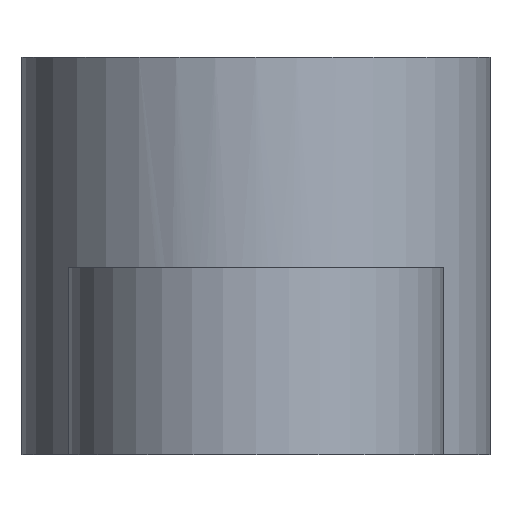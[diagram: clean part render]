
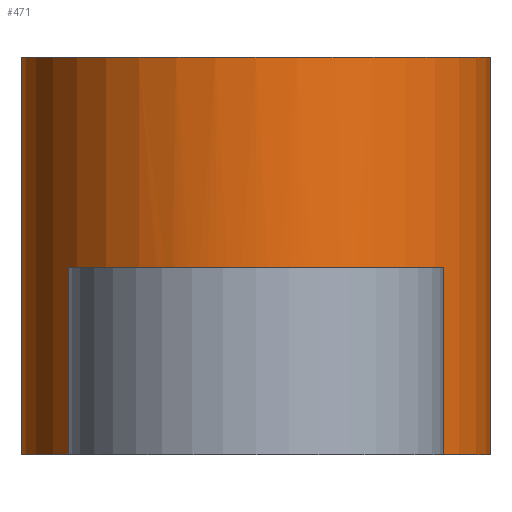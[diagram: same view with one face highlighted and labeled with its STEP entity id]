
A CAD part, left-side view. The second image highlights one B-rep face of the part: STEP entity #471.
In plain terms, the highlighted cylindrical face has radius 5 mm (diameter 10 mm), a full revolution.
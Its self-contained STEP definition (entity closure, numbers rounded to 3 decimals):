
#61=B_SPLINE_CURVE_WITH_KNOTS('',3,(#1010,#1011,#1012,#1013,#1014,#1015,
#1016,#1017,#1018,#1019),.UNSPECIFIED.,.F.,.F.,(4,2,2,2,4),(0.61,
0.686,0.763,0.839,0.915),
 .UNSPECIFIED.);
#62=B_SPLINE_CURVE_WITH_KNOTS('',3,(#1021,#1022,#1023,#1024,#1025,#1026,
#1027,#1028,#1029,#1030),.UNSPECIFIED.,.F.,.F.,(4,2,2,2,4),(0.305,
0.381,0.458,0.534,0.61),
 .UNSPECIFIED.);
#63=B_SPLINE_CURVE_WITH_KNOTS('',3,(#1032,#1033,#1034,#1035,#1036,#1037,
#1038,#1039,#1040,#1041,#1042,#1043,#1044,#1045,#1046,#1047,#1048,#1049,
#1050),.UNSPECIFIED.,.F.,.F.,(4,2,2,2,3,2,2,2,4),(0.915,0.992,
1.068,1.144,1.22,1.297,1.373,
1.449,1.525),.UNSPECIFIED.);
#85=FACE_OUTER_BOUND('',#119,.T.);
#119=EDGE_LOOP('',(#383,#384,#385,#386,#387,#388,#389,#390));
#142=LINE('',#1008,#155);
#155=VECTOR('',#655,5.);
#180=CIRCLE('',#541,5.);
#181=CIRCLE('',#542,5.);
#182=CIRCLE('',#543,5.);
#221=VERTEX_POINT('',#1003);
#222=VERTEX_POINT('',#1004);
#223=VERTEX_POINT('',#1007);
#224=VERTEX_POINT('',#1009);
#225=VERTEX_POINT('',#1020);
#280=EDGE_CURVE('',#221,#222,#180,.T.);
#281=EDGE_CURVE('',#222,#221,#181,.T.);
#282=EDGE_CURVE('',#222,#223,#142,.T.);
#283=EDGE_CURVE('',#224,#223,#61,.T.);
#284=EDGE_CURVE('',#225,#224,#62,.T.);
#285=EDGE_CURVE('',#225,#225,#182,.T.);
#286=EDGE_CURVE('',#223,#225,#63,.T.);
#383=ORIENTED_EDGE('',*,*,#280,.F.);
#384=ORIENTED_EDGE('',*,*,#281,.F.);
#385=ORIENTED_EDGE('',*,*,#282,.T.);
#386=ORIENTED_EDGE('',*,*,#283,.F.);
#387=ORIENTED_EDGE('',*,*,#284,.F.);
#388=ORIENTED_EDGE('',*,*,#285,.F.);
#389=ORIENTED_EDGE('',*,*,#286,.F.);
#390=ORIENTED_EDGE('',*,*,#282,.F.);
#447=CYLINDRICAL_SURFACE('',#540,5.);
#471=ADVANCED_FACE('',(#85),#447,.T.);
#540=AXIS2_PLACEMENT_3D('',#1002,#649,#650);
#541=AXIS2_PLACEMENT_3D('',#1005,#651,#652);
#542=AXIS2_PLACEMENT_3D('',#1006,#653,#654);
#543=AXIS2_PLACEMENT_3D('',#1031,#656,#657);
#649=DIRECTION('center_axis',(0.,0.,1.));
#650=DIRECTION('ref_axis',(1.,0.,0.));
#651=DIRECTION('center_axis',(0.,0.,1.));
#652=DIRECTION('ref_axis',(1.,0.,0.));
#653=DIRECTION('center_axis',(0.,0.,1.));
#654=DIRECTION('ref_axis',(1.,0.,0.));
#655=DIRECTION('',(0.,0.,-1.));
#656=DIRECTION('center_axis',(0.,0.,-1.));
#657=DIRECTION('ref_axis',(1.,0.,0.));
#1002=CARTESIAN_POINT('Origin',(79.982,0.,2.));
#1003=CARTESIAN_POINT('',(84.982,0.,6.5));
#1004=CARTESIAN_POINT('',(74.982,0.,6.5));
#1005=CARTESIAN_POINT('Origin',(79.982,0.,6.5));
#1006=CARTESIAN_POINT('Origin',(79.982,0.,6.5));
#1007=CARTESIAN_POINT('',(74.982,0.,2.));
#1008=CARTESIAN_POINT('',(74.982,0.,2.));
#1009=CARTESIAN_POINT('',(75.399,-2.,0.));
#1010=CARTESIAN_POINT('Ctrl Pts',(75.399,-2.,0.));
#1011=CARTESIAN_POINT('Ctrl Pts',(75.399,-2.,0.254));
#1012=CARTESIAN_POINT('Ctrl Pts',(75.376,-1.949,0.523));
#1013=CARTESIAN_POINT('Ctrl Pts',(75.294,-1.744,1.015));
#1014=CARTESIAN_POINT('Ctrl Pts',(75.238,-1.59,1.238));
#1015=CARTESIAN_POINT('Ctrl Pts',(75.134,-1.238,1.59));
#1016=CARTESIAN_POINT('Ctrl Pts',(75.079,-1.015,1.744));
#1017=CARTESIAN_POINT('Ctrl Pts',(75.003,-0.523,1.949));
#1018=CARTESIAN_POINT('Ctrl Pts',(74.982,-0.254,2.));
#1019=CARTESIAN_POINT('Ctrl Pts',(74.982,0.,
2.));
#1020=CARTESIAN_POINT('',(74.982,0.,-2.));
#1021=CARTESIAN_POINT('Ctrl Pts',(74.982,0.,
-2.));
#1022=CARTESIAN_POINT('Ctrl Pts',(74.982,-0.254,-2.));
#1023=CARTESIAN_POINT('Ctrl Pts',(75.003,-0.523,-1.949));
#1024=CARTESIAN_POINT('Ctrl Pts',(75.079,-1.015,-1.744));
#1025=CARTESIAN_POINT('Ctrl Pts',(75.134,-1.238,-1.59));
#1026=CARTESIAN_POINT('Ctrl Pts',(75.238,-1.59,-1.238));
#1027=CARTESIAN_POINT('Ctrl Pts',(75.294,-1.744,-1.015));
#1028=CARTESIAN_POINT('Ctrl Pts',(75.376,-1.949,-0.523));
#1029=CARTESIAN_POINT('Ctrl Pts',(75.399,-2.,-0.254));
#1030=CARTESIAN_POINT('Ctrl Pts',(75.399,-2.,0.));
#1031=CARTESIAN_POINT('Origin',(79.982,0.,-2.));
#1032=CARTESIAN_POINT('Ctrl Pts',(74.982,0.,
2.));
#1033=CARTESIAN_POINT('Ctrl Pts',(74.982,0.254,2.));
#1034=CARTESIAN_POINT('Ctrl Pts',(75.003,0.523,1.949));
#1035=CARTESIAN_POINT('Ctrl Pts',(75.079,1.015,1.744));
#1036=CARTESIAN_POINT('Ctrl Pts',(75.134,1.238,1.59));
#1037=CARTESIAN_POINT('Ctrl Pts',(75.238,1.59,1.238));
#1038=CARTESIAN_POINT('Ctrl Pts',(75.294,1.744,1.015));
#1039=CARTESIAN_POINT('Ctrl Pts',(75.376,1.949,0.523));
#1040=CARTESIAN_POINT('Ctrl Pts',(75.399,2.,0.254));
#1041=CARTESIAN_POINT('Ctrl Pts',(75.399,2.,0.));
#1042=CARTESIAN_POINT('Ctrl Pts',(75.399,2.,-0.254));
#1043=CARTESIAN_POINT('Ctrl Pts',(75.376,1.949,-0.523));
#1044=CARTESIAN_POINT('Ctrl Pts',(75.294,1.744,-1.015));
#1045=CARTESIAN_POINT('Ctrl Pts',(75.238,1.59,-1.238));
#1046=CARTESIAN_POINT('Ctrl Pts',(75.134,1.238,-1.59));
#1047=CARTESIAN_POINT('Ctrl Pts',(75.079,1.015,-1.744));
#1048=CARTESIAN_POINT('Ctrl Pts',(75.003,0.523,-1.949));
#1049=CARTESIAN_POINT('Ctrl Pts',(74.982,0.254,-2.));
#1050=CARTESIAN_POINT('Ctrl Pts',(74.982,0.,
-2.));
